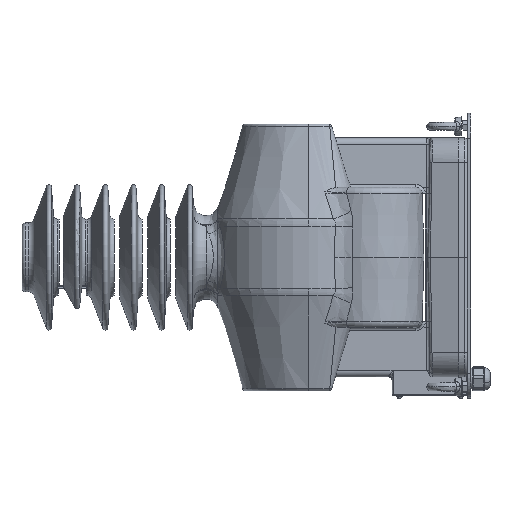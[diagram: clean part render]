
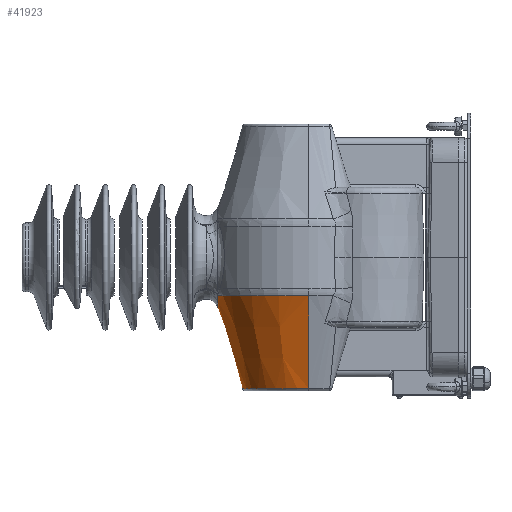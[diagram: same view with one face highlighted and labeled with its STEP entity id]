
A CAD part, left-side view. The second image highlights one B-rep face of the part: STEP entity #41923.
In plain terms, the highlighted conical face has half-angle 17 degrees and reference radius 138.453 mm.
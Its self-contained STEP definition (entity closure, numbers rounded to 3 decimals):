
#6505 = DIRECTION ( 'NONE',  ( 0., 0., -1. ) ) ;
#6521 = DIRECTION ( 'NONE',  ( 1., 0., 0. ) ) ;
#6524 = CARTESIAN_POINT ( 'NONE',  ( 0., 140.992, -61.443 ) ) ;
#6533 = DIRECTION ( 'NONE',  ( 0., 0., -1. ) ) ;
#6552 = CARTESIAN_POINT ( 'NONE',  ( 0., 140.992, -61.443 ) ) ;
#6554 = DIRECTION ( 'NONE',  ( 1., 0., 0. ) ) ;
#6567 = DIRECTION ( 'NONE',  ( 0., 0., -1. ) ) ;
#6574 = CARTESIAN_POINT ( 'NONE',  ( 0., 140.992, -209.462 ) ) ;
#6582 = CARTESIAN_POINT ( 'NONE',  ( -40.266, 286.371, -61.443 ) ) ;
#6585 = DIRECTION ( 'NONE',  ( -1., 0., 0. ) ) ;
#6601 = CARTESIAN_POINT ( 'NONE',  ( -18.631, 286.091, -76.399 ) ) ;
#6604 = CARTESIAN_POINT ( 'NONE',  ( 33.027, 286.239, -67.674 ) ) ;
#6605 = CARTESIAN_POINT ( 'NONE',  ( 9.36, 286.049, -79.451 ) ) ;
#6623 = CARTESIAN_POINT ( 'NONE',  ( 3.722, 286.038, -80.289 ) ) ;
#6625 = CARTESIAN_POINT ( 'NONE',  ( 21.018, 286.109, -75.259 ) ) ;
#6627 = CARTESIAN_POINT ( 'NONE',  ( -20.357, 286.103, -75.604 ) ) ;
#6629 = CARTESIAN_POINT ( 'NONE',  ( 25.249, 286.142, -73.088 ) ) ;
#6631 = CARTESIAN_POINT ( 'NONE',  ( -7.723, 286.043, -79.899 ) ) ;
#6633 = CARTESIAN_POINT ( 'NONE',  ( 20.159, 286.102, -75.675 ) ) ;
#6635 = CARTESIAN_POINT ( 'NONE',  ( 37.442, 286.313, -64.033 ) ) ;
#6637 = CARTESIAN_POINT ( 'NONE',  ( -28.553, 286.177, -70.978 ) ) ;
#6639 = CARTESIAN_POINT ( 'NONE',  ( 13.031, 286.062, -78.484 ) ) ;
#6643 = CARTESIAN_POINT ( 'NONE',  ( -25.389, 286.144, -73.003 ) ) ;
#6645 = CARTESIAN_POINT ( 'NONE',  ( 0.845, 286.036, -80.436 ) ) ;
#6647 = CARTESIAN_POINT ( 'NONE',  ( 17.528, 286.085, -76.839 ) ) ;
#6652 = CARTESIAN_POINT ( 'NONE',  ( 18.416, 286.09, -76.464 ) ) ;
#6653 = CARTESIAN_POINT ( 'NONE',  ( 7.5, 286.044, -79.822 ) ) ;
#6655 = CARTESIAN_POINT ( 'NONE',  ( -3.967, 286.036, -80.431 ) ) ;
#6663 = CARTESIAN_POINT ( 'NONE',  ( 1.808, 286.036, -80.406 ) ) ;
#6665 = CARTESIAN_POINT ( 'NONE',  ( -13.231, 286.063, -78.393 ) ) ;
#6667 = CARTESIAN_POINT ( 'NONE',  ( 4.671, 286.039, -80.195 ) ) ;
#6675 = CARTESIAN_POINT ( 'NONE',  ( -15.956, 286.076, -77.457 ) ) ;
#6676 = CARTESIAN_POINT ( 'NONE',  ( -15.049, 286.071, -77.788 ) ) ;
#6678 = CARTESIAN_POINT ( 'NONE',  ( 0.362, 286.036, -80.443 ) ) ;
#6680 = CARTESIAN_POINT ( 'NONE',  ( 14.843, 286.07, -77.888 ) ) ;
#6681 = CARTESIAN_POINT ( 'NONE',  ( 40.266, 286.371, -61.443 ) ) ;
#6693 = CARTESIAN_POINT ( 'NONE',  ( -12.317, 286.059, -78.667 ) ) ;
#6695 = CARTESIAN_POINT ( 'NONE',  ( -37.489, 286.311, -64.056 ) ) ;
#6697 = CARTESIAN_POINT ( 'NONE',  ( 28.444, 286.176, -71.053 ) ) ;
#6699 = CARTESIAN_POINT ( 'NONE',  ( -34.604, 286.261, -66.505 ) ) ;
#6700 = CARTESIAN_POINT ( 'NONE',  ( 34.519, 286.262, -66.492 ) ) ;
#6701 = CARTESIAN_POINT ( 'NONE',  ( 2.288, 286.037, -80.383 ) ) ;
#6702 = CARTESIAN_POINT ( 'NONE',  ( 38.872, 286.341, -62.755 ) ) ;
#6824 = DIRECTION ( 'NONE',  ( 0.292, 0., 0.956 ) ) ;
#6837 = CARTESIAN_POINT ( 'NONE',  ( 138.453, 140.992, -102. ) ) ;
#6852 = CARTESIAN_POINT ( 'NONE',  ( -138.453, 140.992, -102. ) ) ;
#6869 = DIRECTION ( 'NONE',  ( -0.292, 0., 0.956 ) ) ;
#7372 = EDGE_LOOP ( 'NONE', ( #16311, #16324, #16314, #16323, #16338, #16306 ) ) ;
#11963 = AXIS2_PLACEMENT_3D ( 'NONE', #19212, #19238, #19216 ) ;
#16306 = ORIENTED_EDGE ( 'NONE', *, *, #28854, .F. ) ;
#16311 = ORIENTED_EDGE ( 'NONE', *, *, #28795, .F. ) ;
#16314 = ORIENTED_EDGE ( 'NONE', *, *, #28800, .T. ) ;
#16323 = ORIENTED_EDGE ( 'NONE', *, *, #28804, .T. ) ;
#16324 = ORIENTED_EDGE ( 'NONE', *, *, #28876, .T. ) ;
#16338 = ORIENTED_EDGE ( 'NONE', *, *, #28801, .T. ) ;
#19212 = CARTESIAN_POINT ( 'NONE',  ( 0., 140.992, -102. ) ) ;
#19216 = DIRECTION ( 'NONE',  ( 1., 0., 0. ) ) ;
#19238 = DIRECTION ( 'NONE',  ( 0., 0., 1. ) ) ;
#21359 = VERTEX_POINT ( 'NONE', #42324 ) ;
#21360 = VERTEX_POINT ( 'NONE', #42335 ) ;
#21392 = VERTEX_POINT ( 'NONE', #42356 ) ;
#21410 = VERTEX_POINT ( 'NONE', #42405 ) ;
#21414 = VERTEX_POINT ( 'NONE', #42406 ) ;
#21487 = VERTEX_POINT ( 'NONE', #42389 ) ;
#24824 = CONICAL_SURFACE ( 'NONE', #11963, 138.453, 0.297 ) ;
#25573 = FACE_OUTER_BOUND ( 'NONE', #7372, .T. ) ;
#28795 = EDGE_CURVE ( 'NONE', #21359, #21414, #32477, .T. ) ;
#28800 = EDGE_CURVE ( 'NONE', #21360, #21487, #32417, .T. ) ;
#28801 = EDGE_CURVE ( 'NONE', #21392, #21410, #32461, .T. ) ;
#28804 = EDGE_CURVE ( 'NONE', #21487, #21392, #29507, .T. ) ;
#28854 = EDGE_CURVE ( 'NONE', #21414, #21410, #32685, .T. ) ;
#28876 = EDGE_CURVE ( 'NONE', #21359, #21360, #32825, .T. ) ;
#29507 = B_SPLINE_CURVE_WITH_KNOTS ( 'NONE', 3,
 ( #6582, #6695, #6699, #6637, #6643, #6627, #6601, #6675, #6676, #6665, #6693, #6631, #6655, #6678, #6645, #6663, #6701, #6623, #6667, #6653, #6605, #6639, #6680, #6647, #6652, #6633, #6625, #6629, #6697, #6604, #6700, #6635, #6702, #6681 ),
 .UNSPECIFIED., .F., .F.,
 ( 4, 2, 2, 2, 2, 2, 2, 2, 2, 2, 2, 2, 2, 2, 2, 2, 4 ),
 ( 0., 0.011, 0.023, 0.028, 0.031, 0.034, 0.045, 0.046, 0.048, 0.051, 0.056, 0.062, 0.065, 0.068, 0.079, 0.085, 0.09 ),
 .UNSPECIFIED. ) ;
#29889 = AXIS2_PLACEMENT_3D ( 'NONE', #6524, #6505, #6521 ) ;
#29890 = AXIS2_PLACEMENT_3D ( 'NONE', #6552, #6533, #6554 ) ;
#29904 = AXIS2_PLACEMENT_3D ( 'NONE', #6574, #6567, #6585 ) ;
#32417 = CIRCLE ( 'NONE', #29889, 150.852 ) ;
#32461 = CIRCLE ( 'NONE', #29890, 150.852 ) ;
#32477 = CIRCLE ( 'NONE', #29904, 105.598 ) ;
#32685 = LINE ( 'NONE', #6837, #32722 ) ;
#32722 = VECTOR ( 'NONE', #6824, 1000. ) ;
#32792 = VECTOR ( 'NONE', #6869, 1000. ) ;
#32825 = LINE ( 'NONE', #6852, #32792 ) ;
#41923 = ADVANCED_FACE ( 'NONE', ( #25573 ), #24824, .T. ) ;
#42324 = CARTESIAN_POINT ( 'NONE',  ( -105.598, 140.992, -209.462 ) ) ;
#42335 = CARTESIAN_POINT ( 'NONE',  ( -150.852, 140.992, -61.443 ) ) ;
#42356 = CARTESIAN_POINT ( 'NONE',  ( 40.266, 286.371, -61.443 ) ) ;
#42389 = CARTESIAN_POINT ( 'NONE',  ( -40.266, 286.371, -61.443 ) ) ;
#42405 = CARTESIAN_POINT ( 'NONE',  ( 150.852, 140.992, -61.443 ) ) ;
#42406 = CARTESIAN_POINT ( 'NONE',  ( 105.598, 140.992, -209.462 ) ) ;
